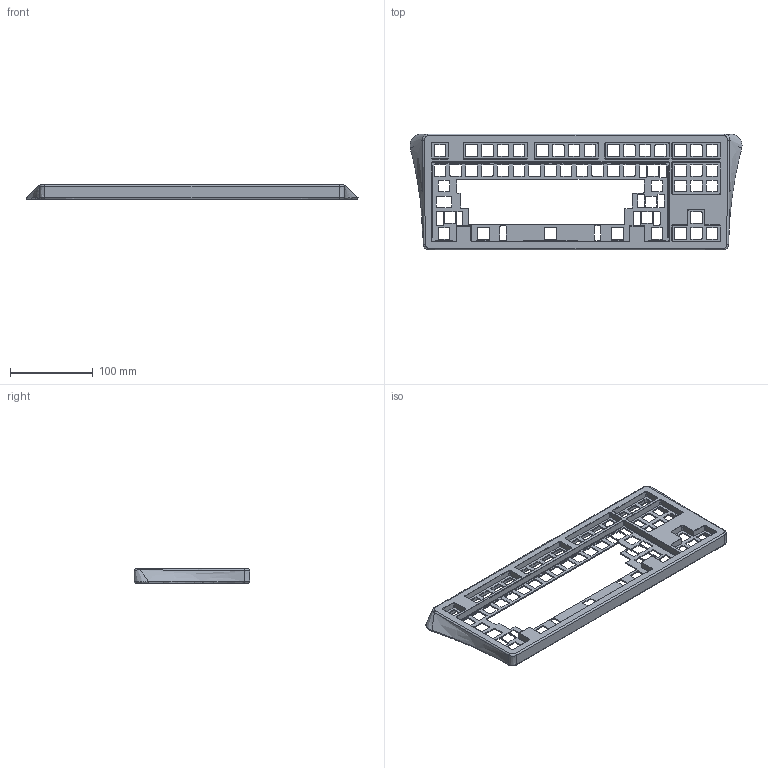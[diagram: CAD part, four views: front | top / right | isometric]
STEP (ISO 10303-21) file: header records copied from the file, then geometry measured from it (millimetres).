
FILE_DESCRIPTION(/* description */ (''),/* implementation_level */ '2;1');
FILE_NAME(/* name */ 'FRAME.step',/* time_stamp */ '2022-01-01T22:39:43-05:00',/* author */ (''),/* organization */ (''),/* preprocessor_version */ 'ST-DEVELOPER v18.1',/* originating_system */ 'Autodesk Translation Framework v10.10.0.1391',/* authorisation */ '');
FILE_SCHEMA (('AUTOMOTIVE_DESIGN { 1 0 10303 214 3 1 1 }'));
Length unit declared in the file: millimetre
Products named in the file (1): Case
Bounding box: 401.11 x 140.01 x 17 mm (x, y, z)
Volume: 242776.6 mm3; surface area: 104808.9 mm2
Topology: 1 solids, 1 shells, 948 faces, 2644 edges, 1712 vertices
Faces by surface type: plane 442, cylinder 412, cone 48, bspline 28, torus 18
Full cylindrical faces by diameter (mm): 3.332 x4, 8.1 x2, 22.3 x2
Entity records: 32637 total; most frequent: CARTESIAN_POINT 7368, DIRECTION 5326, ORIENTED_EDGE 5280, EDGE_CURVE 2640, AXIS2_PLACEMENT_3D 1817, VERTEX_POINT 1712, LINE 1692, VECTOR 1692
